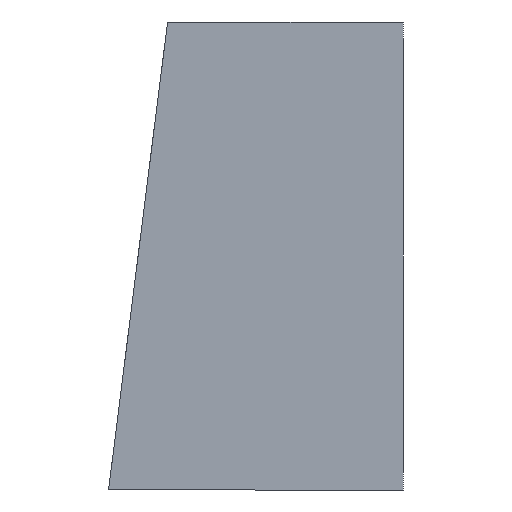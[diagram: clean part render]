
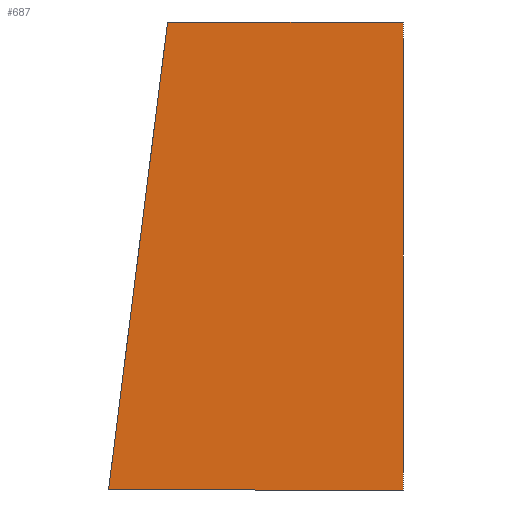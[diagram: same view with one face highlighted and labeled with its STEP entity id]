
A CAD part, left-side view. The second image highlights one B-rep face of the part: STEP entity #687.
In plain terms, the highlighted planar face has unit normal (-1, 0, 0).
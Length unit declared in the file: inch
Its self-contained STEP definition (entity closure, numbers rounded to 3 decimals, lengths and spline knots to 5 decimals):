
#43 = CARTESIAN_POINT ( 'NONE',  ( 0., 0., 0. ) ) ;
#73 = EDGE_CURVE ( 'NONE', #640, #183, #215, .T. ) ;
#109 = EDGE_CURVE ( 'NONE', #359, #228, #769, .T. ) ;
#133 = FACE_OUTER_BOUND ( 'NONE', #366, .T. ) ;
#170 = AXIS2_PLACEMENT_3D ( 'NONE', #609, #180, #420 ) ;
#172 = CARTESIAN_POINT ( 'NONE',  ( 0., 2.5, -3.96863 ) ) ;
#173 = EDGE_CURVE ( 'NONE', #183, #359, #653, .T. ) ;
#180 = DIRECTION ( 'NONE',  ( 1., 0., 0. ) ) ;
#183 = VERTEX_POINT ( 'NONE', #353 ) ;
#186 = EDGE_CURVE ( 'NONE', #228, #640, #253, .T. ) ;
#201 = DIRECTION ( 'NONE',  ( 0., -1., 0. ) ) ;
#215 = LINE ( 'NONE', #374, #315 ) ;
#224 = ORIENTED_EDGE ( 'NONE', *, *, #186, .F. ) ;
#228 = VERTEX_POINT ( 'NONE', #244 ) ;
#244 = CARTESIAN_POINT ( 'NONE',  ( 0., 2.5, -3.96863 ) ) ;
#253 = LINE ( 'NONE', #172, #462 ) ;
#302 = ORIENTED_EDGE ( 'NONE', *, *, #73, .F. ) ;
#310 = ORIENTED_EDGE ( 'NONE', *, *, #173, .F. ) ;
#315 = VECTOR ( 'NONE', #201, 39.37008 ) ;
#350 = ORIENTED_EDGE ( 'NONE', *, *, #109, .F. ) ;
#353 = CARTESIAN_POINT ( 'NONE',  ( 0., 0., 0. ) ) ;
#359 = VERTEX_POINT ( 'NONE', #561 ) ;
#366 = EDGE_LOOP ( 'NONE', ( #302, #224, #350, #310 ) ) ;
#374 = CARTESIAN_POINT ( 'NONE',  ( 0., 2., 0. ) ) ;
#412 = DIRECTION ( 'NONE',  ( 0., -0.125, 0.992 ) ) ;
#420 = DIRECTION ( 'NONE',  ( 0., 0., -1. ) ) ;
#462 = VECTOR ( 'NONE', #412, 39.37008 ) ;
#491 = CARTESIAN_POINT ( 'NONE',  ( 0., 2., 0. ) ) ;
#561 = CARTESIAN_POINT ( 'NONE',  ( 0., 0., -3.96863 ) ) ;
#584 = VECTOR ( 'NONE', #764, 39.37008 ) ;
#609 = CARTESIAN_POINT ( 'NONE',  ( 0., 0., 0. ) ) ;
#640 = VERTEX_POINT ( 'NONE', #491 ) ;
#645 = DIRECTION ( 'NONE',  ( 0., 1., 0. ) ) ;
#653 = LINE ( 'NONE', #43, #584 ) ;
#662 = VECTOR ( 'NONE', #645, 39.37008 ) ;
#687 = ADVANCED_FACE ( 'NONE', ( #133 ), #720, .F. ) ;
#720 = PLANE ( 'NONE',  #170 ) ;
#764 = DIRECTION ( 'NONE',  ( 0., 0., -1. ) ) ;
#769 = LINE ( 'NONE', #775, #662 ) ;
#775 = CARTESIAN_POINT ( 'NONE',  ( 0., 2.5, -3.96863 ) ) ;
